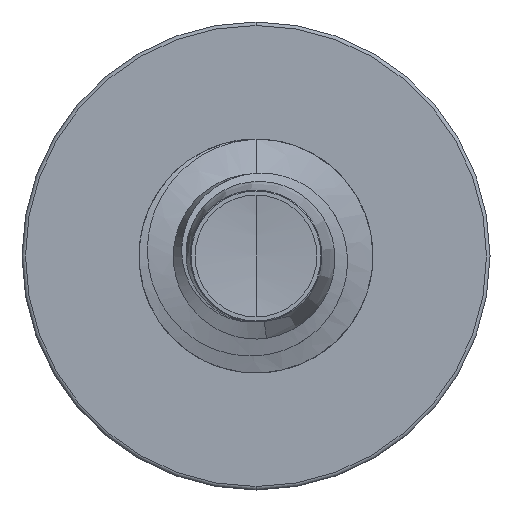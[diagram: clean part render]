
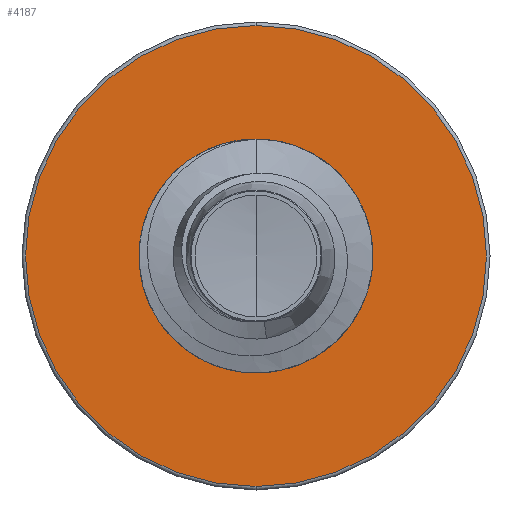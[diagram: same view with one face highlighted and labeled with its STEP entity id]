
A CAD part, front view. The second image highlights one B-rep face of the part: STEP entity #4187.
In plain terms, the highlighted planar face has unit normal (0, -1, 0).
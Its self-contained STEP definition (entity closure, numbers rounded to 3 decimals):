
#76 = DIRECTION ( 'NONE',  ( 0., 0., 1. ) ) ;
#172 = VERTEX_POINT ( 'NONE', #8281 ) ;
#751 = AXIS2_PLACEMENT_3D ( 'NONE', #9345, #5274, #3741 ) ;
#899 = AXIS2_PLACEMENT_3D ( 'NONE', #10000, #5063, #76 ) ;
#1111 = EDGE_CURVE ( 'NONE', #8819, #6805, #10528, .T. ) ;
#1818 = EDGE_LOOP ( 'NONE', ( #8033, #6777 ) ) ;
#2085 = EDGE_CURVE ( 'NONE', #6306, #172, #7189, .T. ) ;
#2603 = DIRECTION ( 'NONE',  ( 0., 1., 0. ) ) ;
#2912 = AXIS2_PLACEMENT_3D ( 'NONE', #7417, #9967, #5035 ) ;
#3107 = CARTESIAN_POINT ( 'NONE',  ( 0., 4.5, 2.463 ) ) ;
#3192 = EDGE_CURVE ( 'NONE', #6805, #8819, #5784, .T. ) ;
#3741 = DIRECTION ( 'NONE',  ( 0., 0., 1. ) ) ;
#4187 = ADVANCED_FACE ( 'NONE', ( #4219, #9764 ), #6663, .F. ) ;
#4219 = FACE_OUTER_BOUND ( 'NONE', #1818, .T. ) ;
#4287 = CIRCLE ( 'NONE', #5306, 2.463 ) ;
#4550 = CARTESIAN_POINT ( 'NONE',  ( 0., 4.5, 0. ) ) ;
#5035 = DIRECTION ( 'NONE',  ( 0., 0., 1. ) ) ;
#5063 = DIRECTION ( 'NONE',  ( 0., 1., 0. ) ) ;
#5274 = DIRECTION ( 'NONE',  ( 0., 1., 0. ) ) ;
#5306 = AXIS2_PLACEMENT_3D ( 'NONE', #7597, #2603, #8427 ) ;
#5734 = EDGE_LOOP ( 'NONE', ( #8344, #6542 ) ) ;
#5784 = CIRCLE ( 'NONE', #899, 1.196 ) ;
#6262 = DIRECTION ( 'NONE',  ( 0., 1., 0. ) ) ;
#6296 = DIRECTION ( 'NONE',  ( 0., 0., 1. ) ) ;
#6306 = VERTEX_POINT ( 'NONE', #3107 ) ;
#6542 = ORIENTED_EDGE ( 'NONE', *, *, #1111, .T. ) ;
#6663 = PLANE ( 'NONE',  #2912 ) ;
#6777 = ORIENTED_EDGE ( 'NONE', *, *, #7100, .F. ) ;
#6805 = VERTEX_POINT ( 'NONE', #9965 ) ;
#7100 = EDGE_CURVE ( 'NONE', #172, #6306, #4287, .T. ) ;
#7189 = CIRCLE ( 'NONE', #9643, 2.463 ) ;
#7417 = CARTESIAN_POINT ( 'NONE',  ( 0., 4.5, -1.196 ) ) ;
#7597 = CARTESIAN_POINT ( 'NONE',  ( 0., 4.5, 0. ) ) ;
#8033 = ORIENTED_EDGE ( 'NONE', *, *, #2085, .F. ) ;
#8281 = CARTESIAN_POINT ( 'NONE',  ( 0., 4.5, -2.462 ) ) ;
#8344 = ORIENTED_EDGE ( 'NONE', *, *, #3192, .T. ) ;
#8427 = DIRECTION ( 'NONE',  ( 0., 0., 1. ) ) ;
#8819 = VERTEX_POINT ( 'NONE', #8993 ) ;
#8993 = CARTESIAN_POINT ( 'NONE',  ( 0., 4.5, -1.196 ) ) ;
#9345 = CARTESIAN_POINT ( 'NONE',  ( 0., 4.5, 0. ) ) ;
#9643 = AXIS2_PLACEMENT_3D ( 'NONE', #4550, #6262, #6296 ) ;
#9764 = FACE_BOUND ( 'NONE', #5734, .T. ) ;
#9965 = CARTESIAN_POINT ( 'NONE',  ( 0., 4.5, 1.196 ) ) ;
#9967 = DIRECTION ( 'NONE',  ( 0., 1., 0. ) ) ;
#10000 = CARTESIAN_POINT ( 'NONE',  ( 0., 4.5, 0. ) ) ;
#10528 = CIRCLE ( 'NONE', #751, 1.196 ) ;
